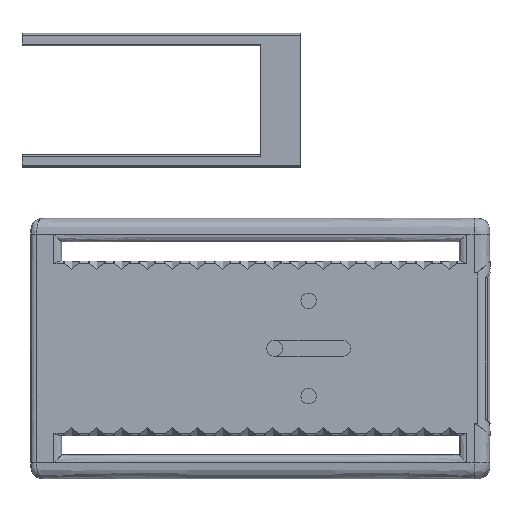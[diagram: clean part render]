
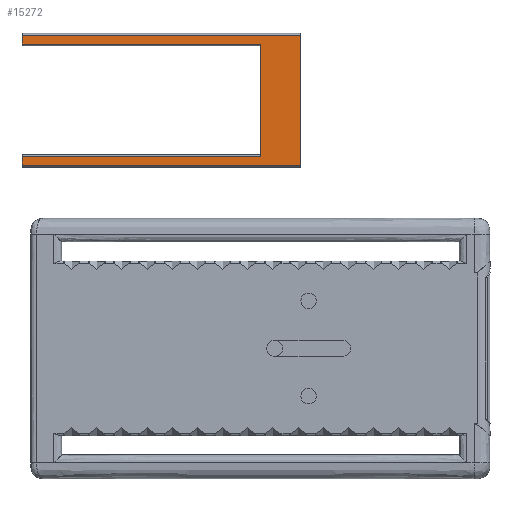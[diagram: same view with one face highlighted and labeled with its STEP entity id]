
A CAD part, front view. The second image highlights one B-rep face of the part: STEP entity #15272.
In plain terms, the highlighted planar face has unit normal (0, -1, 0).
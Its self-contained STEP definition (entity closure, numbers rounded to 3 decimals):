
#908 = CARTESIAN_POINT ( 'NONE',  ( 5., 8.954, 0. ) ) ;
#964 = VECTOR ( 'NONE', #10434, 1000. ) ;
#1103 = VERTEX_POINT ( 'NONE', #10014 ) ;
#1144 = CARTESIAN_POINT ( 'NONE',  ( -30., 8.954, 38.308 ) ) ;
#1378 = CARTESIAN_POINT ( 'NONE',  ( 0., 8.954, 0. ) ) ;
#2065 = VERTEX_POINT ( 'NONE', #7571 ) ;
#2277 = CARTESIAN_POINT ( 'NONE',  ( 5., 8.954, 39.439 ) ) ;
#2720 = EDGE_CURVE ( 'NONE', #3613, #20005, #8695, .T. ) ;
#2764 = VECTOR ( 'NONE', #19068, 1000. ) ;
#2898 = DIRECTION ( 'NONE',  ( 0., -1., 0. ) ) ;
#3613 = VERTEX_POINT ( 'NONE', #19685 ) ;
#3907 = DIRECTION ( 'NONE',  ( 0., 0., -1. ) ) ;
#4229 = DIRECTION ( 'NONE',  ( 0., 0., -1. ) ) ;
#4259 = VECTOR ( 'NONE', #17570, 1000. ) ;
#4340 = EDGE_CURVE ( 'NONE', #18804, #8620, #5610, .T. ) ;
#5610 = LINE ( 'NONE', #908, #14642 ) ;
#6045 = EDGE_CURVE ( 'NONE', #15686, #2065, #6471, .T. ) ;
#6363 = LINE ( 'NONE', #14144, #2764 ) ;
#6471 = LINE ( 'NONE', #1378, #15676 ) ;
#6800 = LINE ( 'NONE', #14890, #4259 ) ;
#7571 = CARTESIAN_POINT ( 'NONE',  ( 0., 8.954, 38.308 ) ) ;
#7607 = FACE_OUTER_BOUND ( 'NONE', #15633, .T. ) ;
#7803 = CARTESIAN_POINT ( 'NONE',  ( 5., 8.954, 0. ) ) ;
#8260 = ORIENTED_EDGE ( 'NONE', *, *, #2720, .F. ) ;
#8620 = VERTEX_POINT ( 'NONE', #2277 ) ;
#8643 = EDGE_CURVE ( 'NONE', #1103, #14369, #16610, .T. ) ;
#8695 = LINE ( 'NONE', #11868, #964 ) ;
#9487 = CARTESIAN_POINT ( 'NONE',  ( 5., 8.954, 23.048 ) ) ;
#9821 = EDGE_CURVE ( 'NONE', #8620, #1103, #6800, .T. ) ;
#10014 = CARTESIAN_POINT ( 'NONE',  ( -30., 8.954, 39.439 ) ) ;
#10434 = DIRECTION ( 'NONE',  ( 0., 0., 1. ) ) ;
#10475 = CARTESIAN_POINT ( 'NONE',  ( -30., 8.954, 24.179 ) ) ;
#10654 = DIRECTION ( 'NONE',  ( 1., 0., 0. ) ) ;
#11803 = VECTOR ( 'NONE', #3907, 1000. ) ;
#11868 = CARTESIAN_POINT ( 'NONE',  ( -30., 8.954, 0. ) ) ;
#11885 = AXIS2_PLACEMENT_3D ( 'NONE', #7803, #2898, #4229 ) ;
#12310 = PLANE ( 'NONE',  #11885 ) ;
#12896 = CARTESIAN_POINT ( 'NONE',  ( 0., 8.954, 24.179 ) ) ;
#13553 = ORIENTED_EDGE ( 'NONE', *, *, #8643, .T. ) ;
#13715 = LINE ( 'NONE', #1144, #13862 ) ;
#13717 = CARTESIAN_POINT ( 'NONE',  ( 5., 8.954, 23.048 ) ) ;
#13862 = VECTOR ( 'NONE', #10654, 1000. ) ;
#14144 = CARTESIAN_POINT ( 'NONE',  ( -30., 8.954, 24.179 ) ) ;
#14188 = ORIENTED_EDGE ( 'NONE', *, *, #15639, .T. ) ;
#14369 = VERTEX_POINT ( 'NONE', #20037 ) ;
#14642 = VECTOR ( 'NONE', #19833, 1000. ) ;
#14754 = ORIENTED_EDGE ( 'NONE', *, *, #4340, .T. ) ;
#14890 = CARTESIAN_POINT ( 'NONE',  ( 5., 8.954, 39.439 ) ) ;
#15272 = ADVANCED_FACE ( 'NONE', ( #7607 ), #12310, .T. ) ;
#15358 = LINE ( 'NONE', #13717, #16828 ) ;
#15409 = ORIENTED_EDGE ( 'NONE', *, *, #6045, .F. ) ;
#15633 = EDGE_LOOP ( 'NONE', ( #15409, #15838, #8260, #16086, #14754, #19418, #13553, #14188 ) ) ;
#15639 = EDGE_CURVE ( 'NONE', #14369, #2065, #13715, .T. ) ;
#15676 = VECTOR ( 'NONE', #18972, 1000. ) ;
#15686 = VERTEX_POINT ( 'NONE', #12896 ) ;
#15838 = ORIENTED_EDGE ( 'NONE', *, *, #16614, .F. ) ;
#16086 = ORIENTED_EDGE ( 'NONE', *, *, #16707, .F. ) ;
#16610 = LINE ( 'NONE', #19776, #11803 ) ;
#16614 = EDGE_CURVE ( 'NONE', #20005, #15686, #6363, .T. ) ;
#16707 = EDGE_CURVE ( 'NONE', #18804, #3613, #15358, .T. ) ;
#16828 = VECTOR ( 'NONE', #18744, 1000. ) ;
#17570 = DIRECTION ( 'NONE',  ( -1., 0., 0. ) ) ;
#18744 = DIRECTION ( 'NONE',  ( -1., 0., 0. ) ) ;
#18804 = VERTEX_POINT ( 'NONE', #9487 ) ;
#18972 = DIRECTION ( 'NONE',  ( 0., 0., 1. ) ) ;
#19068 = DIRECTION ( 'NONE',  ( 1., 0., 0. ) ) ;
#19418 = ORIENTED_EDGE ( 'NONE', *, *, #9821, .T. ) ;
#19685 = CARTESIAN_POINT ( 'NONE',  ( -30., 8.954, 23.048 ) ) ;
#19776 = CARTESIAN_POINT ( 'NONE',  ( -30., 8.954, 0. ) ) ;
#19833 = DIRECTION ( 'NONE',  ( 0., 0., 1. ) ) ;
#20005 = VERTEX_POINT ( 'NONE', #10475 ) ;
#20037 = CARTESIAN_POINT ( 'NONE',  ( -30., 8.954, 38.308 ) ) ;
